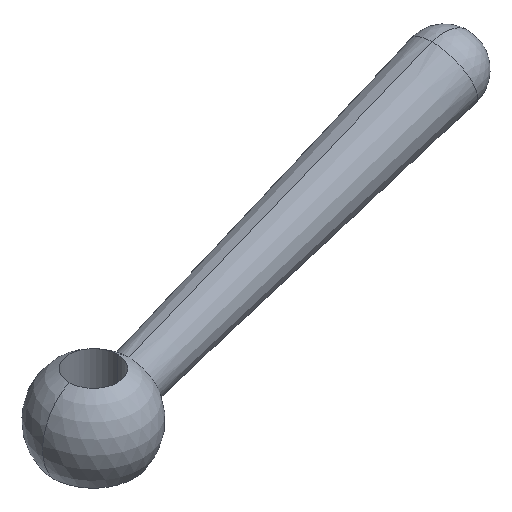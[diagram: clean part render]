
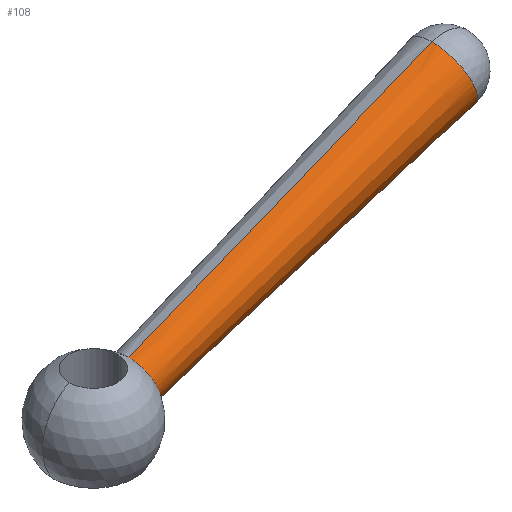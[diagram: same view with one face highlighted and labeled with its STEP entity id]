
A CAD part, isometric view. The second image highlights one B-rep face of the part: STEP entity #108.
In plain terms, the highlighted conical face has half-angle 1.775 degrees and reference radius 6.748 mm.
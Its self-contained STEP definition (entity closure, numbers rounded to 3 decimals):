
#84=EDGE_CURVE('',#110,#104,#183,.T.);
#90=EDGE_CURVE('',#100,#130,#189,.T.);
#100=VERTEX_POINT('',#199);
#102=EDGE_CURVE('',#130,#110,#201,.T.);
#104=VERTEX_POINT('',#203);
#108=ADVANCED_FACE('',(#207),#208,.T.);
#110=VERTEX_POINT('',#210);
#122=EDGE_CURVE('',#104,#100,#223,.T.);
#130=VERTEX_POINT('',#232);
#183=CIRCLE('',#286,5.5);
#189=CIRCLE('',#294,7.996);
#199=CARTESIAN_POINT('',(83.484,0.,46.395));
#201=LINE('',#310,#311);
#203=CARTESIAN_POINT('',(8.667,0.,16.507));
#207=FACE_OUTER_BOUND('',#318,.T.);
#208=CONICAL_SURFACE('',#319,6.748,0.031);
#210=CARTESIAN_POINT('',(12.429,0.,6.171));
#223=LINE('',#338,#339);
#232=CARTESIAN_POINT('',(88.954,0.,31.367));
#286=AXIS2_PLACEMENT_3D('',#406,#407,#408);
#294=AXIS2_PLACEMENT_3D('',#412,#413,#414);
#310=CARTESIAN_POINT('',(50.691,0.,18.769));
#311=VECTOR('',#419,1.0);
#318=EDGE_LOOP('',(#424,#425,#426,#427));
#319=AXIS2_PLACEMENT_3D('',#428,#429,#430);
#338=CARTESIAN_POINT('',(46.075,0.,31.451));
#339=VECTOR('',#448,1.0);
#406=CARTESIAN_POINT('',(10.548,0.,11.339));
#407=DIRECTION('',(-0.94,0.,-0.342));
#408=DIRECTION('',(0.342,0.0,-0.94));
#412=CARTESIAN_POINT('',(86.219,0.,38.881));
#413=DIRECTION('',(0.94,0.,0.342));
#414=DIRECTION('',(-0.342,0.,0.94));
#419=DIRECTION('',(-0.95,0.,-0.313));
#424=ORIENTED_EDGE('',*,*,#122,.F.);
#425=ORIENTED_EDGE('',*,*,#84,.F.);
#426=ORIENTED_EDGE('',*,*,#102,.F.);
#427=ORIENTED_EDGE('',*,*,#90,.F.);
#428=CARTESIAN_POINT('',(48.383,0.,25.11));
#429=DIRECTION('',(0.94,0.,0.342));
#430=DIRECTION('',(-0.342,0.,0.94));
#448=DIRECTION('',(0.929,0.,0.371));
